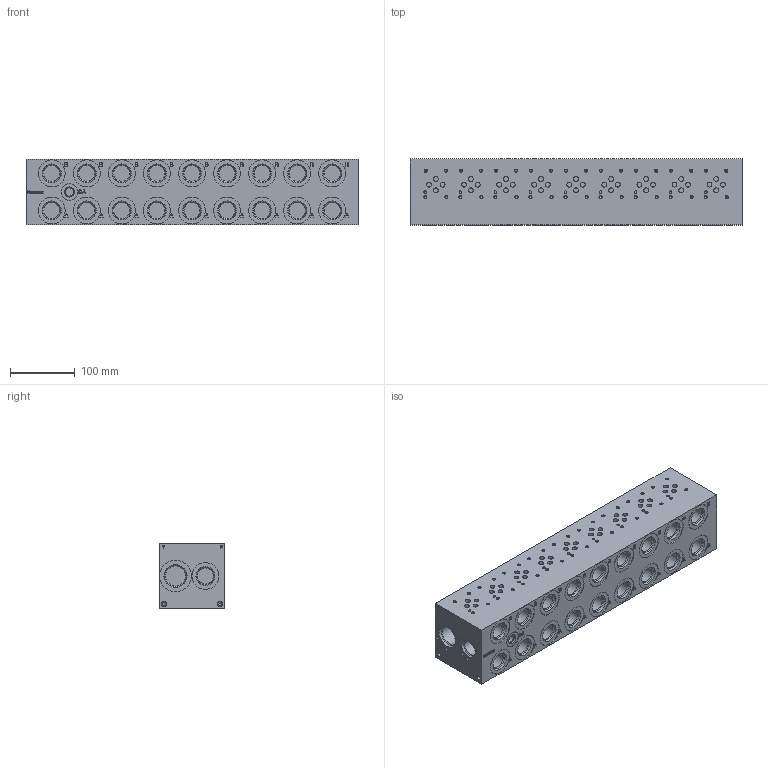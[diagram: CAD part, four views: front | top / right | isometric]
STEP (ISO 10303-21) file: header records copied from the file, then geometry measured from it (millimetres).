
FILE_DESCRIPTION( ( 'STEP AP214' ), ' ' );
FILE_NAME( 'AD03HP092S.stp', '2018-04-21T01:55:59', ( '' ), ( '' ), ' ', 'PARTsolutions', ' ' );
FILE_SCHEMA( ( 'AUTOMOTIVE_DESIGN { 1 0 10303 214 1 1 1 1 }' ) );
Length unit declared in the file: inch
Products named in the file (1): _AD03HP092S
Bounding box: 511.18 x 101.6 x 101.6 mm (x, y, z)
Volume: 4960183.1 mm3; surface area: 285310.5 mm2
Topology: 1 solids, 1 shells, 801 faces, 1814 edges, 1168 vertices
Faces by surface type: plane 461, cylinder 214, cone 126
Full cylindrical faces by diameter (mm): 3.68 x36, 4.013 x9, 6.411 x4, 7.493 x36, 12.761 x1, 24.696 x20, 25.019 x1, 31.046 x2, 41.453 x20, 48.971 x2
Entity records: 27191 total; most frequent: DIRECTION 3633, CARTESIAN_POINT 3483, ORIENTED_EDGE 3030, EDGE_CURVE 1515, AXIS2_PLACEMENT_3D 1316, EDGE_LOOP 1211, VERTEX_POINT 1166, LINE 1001
